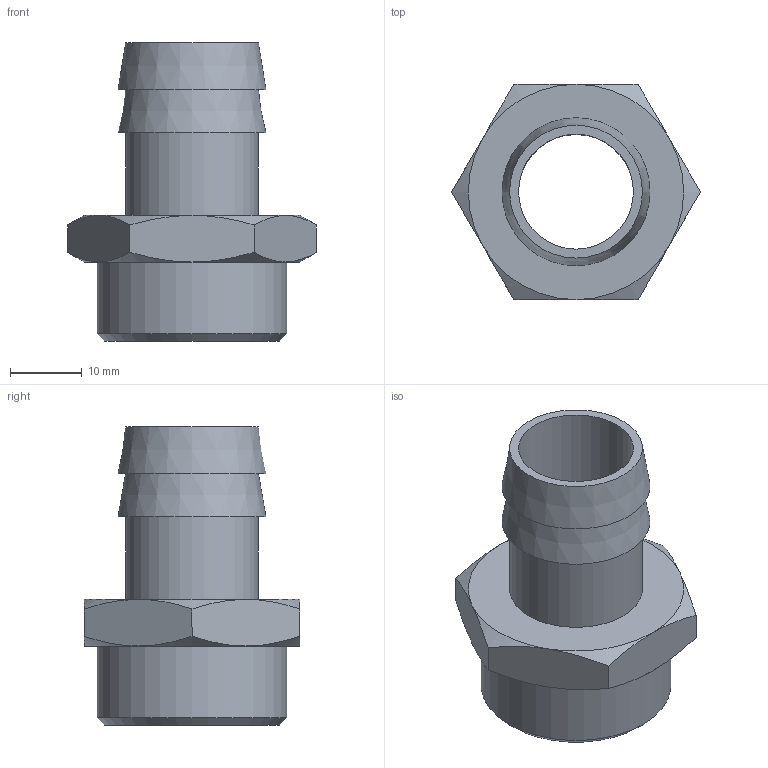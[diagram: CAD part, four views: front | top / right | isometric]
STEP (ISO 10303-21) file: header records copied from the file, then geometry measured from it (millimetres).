
FILE_DESCRIPTION(( 'RA.30.20.34.STP' ), '1');
FILE_NAME( 'RA.30.20.34.STP', '2018-11-09T15:47:21',( 'Sopra'),('sopra-pneumatic.com'), 'SwSTEP 2.0','SolidWorks 2009','' );
FILE_SCHEMA (('AUTOMOTIVE_DESIGN { 1 0 10303 214 1 1 1 1 }'));
Length unit declared in the file: millimetre
Products named in the file (2): Root; ROTATIONSTEIL_3
Assembly tree (1 placements, depth 2):
  Root
    ROTATIONSTEIL_3
Bounding box: 34.64 x 30 x 41.5 mm (x, y, z)
Volume: 7806.1 mm3; surface area: 6419.2 mm2
Topology: 1 solids, 1 shells, 33 faces, 70 edges, 43 vertices
Faces by surface type: cone 17, plane 12, cylinder 4
Full cylindrical faces by diameter (mm): 16 x1, 18.5 x1, 20 x1, 26.441 x1
Entity records: 1416 total; most frequent: DIRECTION 176, CARTESIAN_POINT 129, PRESENTATION_STYLE_ASSIGNMENT 113, COLOUR_RGB 113, DRAUGHTING_PRE_DEFINED_CURVE_FONT 112, CURVE_STYLE 112, OVER_RIDING_STYLED_ITEM 112, ORIENTED_EDGE 112
